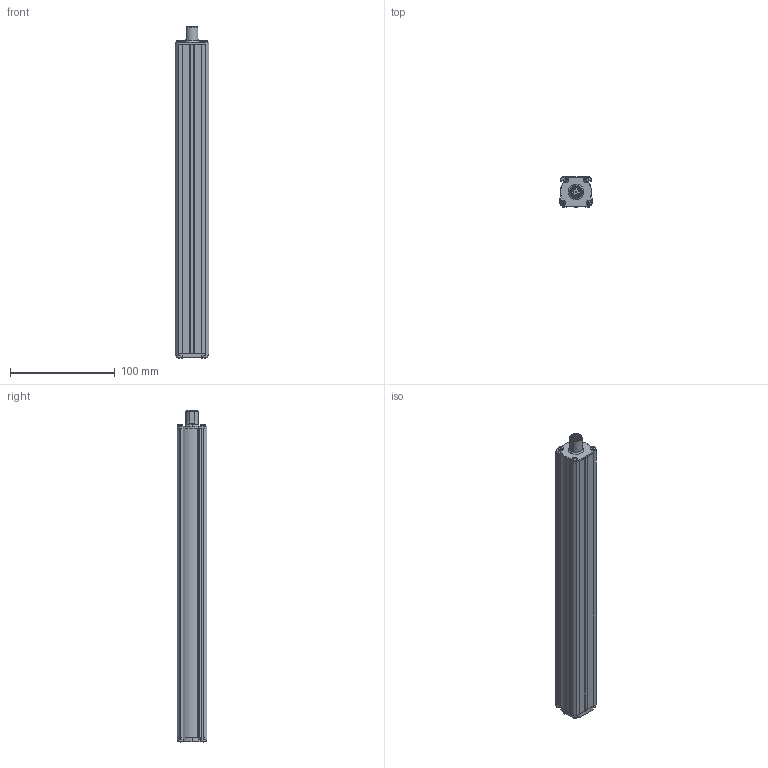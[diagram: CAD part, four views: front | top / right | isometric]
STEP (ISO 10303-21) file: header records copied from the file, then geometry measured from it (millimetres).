
FILE_DESCRIPTION (( 'STEP AP203' ), '1' );
FILE_NAME ('WPP-A-H-0150-E.step', '2021-07-07T10:29:24', ( '' ), ( '' ), 'SwSTEP 2.0', 'SolidWorks 2021', '' );
FILE_SCHEMA (( 'CONFIG_CONTROL_DESIGN' ));
Length unit declared in the file: inch
Products named in the file (1): WPP-A-H-0150-E
Bounding box: 32 x 28.25 x 317.55 mm (x, y, z)
Volume: 241332.3 mm3; surface area: 53605.6 mm2
Topology: 20 solids, 20 shells, 573 faces, 1411 edges, 884 vertices
Faces by surface type: plane 301, cylinder 131, cone 95, bspline 46
Entity records: 18486 total; most frequent: CARTESIAN_POINT 5131, ORIENTED_EDGE 2790, DIRECTION 2767, EDGE_CURVE 1395, AXIS2_PLACEMENT_3D 1076, VERTEX_POINT 884, EDGE_LOOP 621, LINE 615
